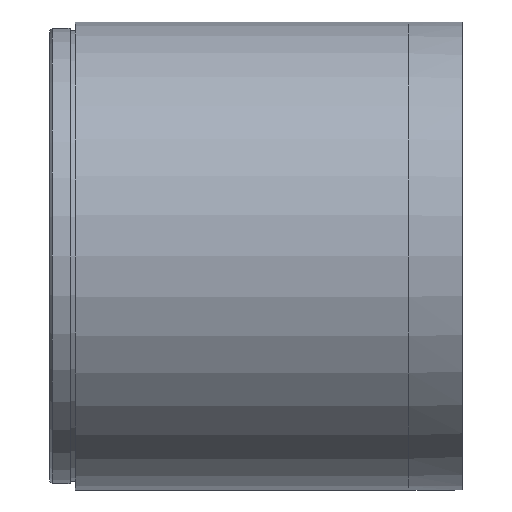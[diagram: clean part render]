
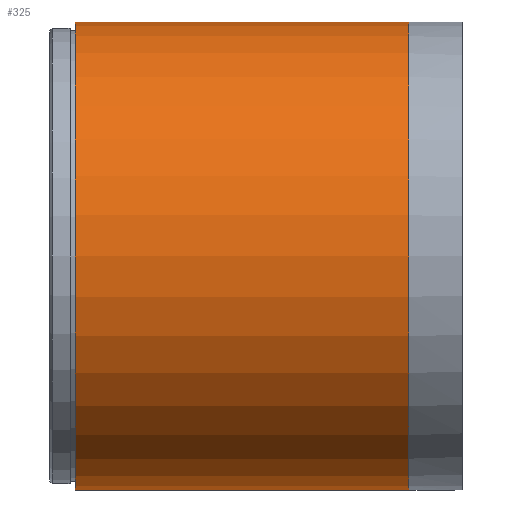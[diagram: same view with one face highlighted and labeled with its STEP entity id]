
A CAD part, front view. The second image highlights one B-rep face of the part: STEP entity #325.
In plain terms, the highlighted cylindrical face has radius 46 mm (diameter 92 mm), a partial arc.
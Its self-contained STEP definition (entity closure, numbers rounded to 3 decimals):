
#9 = VERTEX_POINT ( 'NONE', #671 ) ;
#26 = DIRECTION ( 'NONE',  ( 1., 0., 0. ) ) ;
#37 = ORIENTED_EDGE ( 'NONE', *, *, #94, .F. ) ;
#73 = DIRECTION ( 'NONE',  ( 0., 0., -1. ) ) ;
#94 = EDGE_CURVE ( 'NONE', #9, #1140, #250, .T. ) ;
#250 = LINE ( 'NONE', #872, #1039 ) ;
#270 = EDGE_CURVE ( 'NONE', #347, #302, #312, .T. ) ;
#291 = DIRECTION ( 'NONE',  ( 1., 0., 0. ) ) ;
#293 = CARTESIAN_POINT ( 'NONE',  ( 41.1, 0., -46. ) ) ;
#302 = VERTEX_POINT ( 'NONE', #293 ) ;
#312 = LINE ( 'NONE', #1370, #335 ) ;
#322 = CARTESIAN_POINT ( 'NONE',  ( 41.1, 0., 0. ) ) ;
#325 = ADVANCED_FACE ( 'NONE', ( #643 ), #626, .T. ) ;
#335 = VECTOR ( 'NONE', #1167, 1000. ) ;
#347 = VERTEX_POINT ( 'NONE', #632 ) ;
#369 = EDGE_CURVE ( 'NONE', #1140, #302, #896, .T. ) ;
#398 = ORIENTED_EDGE ( 'NONE', *, *, #270, .T. ) ;
#430 = CARTESIAN_POINT ( 'NONE',  ( 0., 0., 0. ) ) ;
#451 = AXIS2_PLACEMENT_3D ( 'NONE', #430, #1259, #73 ) ;
#509 = AXIS2_PLACEMENT_3D ( 'NONE', #623, #291, #1060 ) ;
#533 = ORIENTED_EDGE ( 'NONE', *, *, #369, .F. ) ;
#534 = CARTESIAN_POINT ( 'NONE',  ( 41.1, 0., 46. ) ) ;
#550 = ORIENTED_EDGE ( 'NONE', *, *, #885, .T. ) ;
#615 = CIRCLE ( 'NONE', #509, 46. ) ;
#623 = CARTESIAN_POINT ( 'NONE',  ( -24.5, 0., 0. ) ) ;
#626 = CYLINDRICAL_SURFACE ( 'NONE', #451, 46. ) ;
#632 = CARTESIAN_POINT ( 'NONE',  ( -24.5, 0., -46. ) ) ;
#643 = FACE_OUTER_BOUND ( 'NONE', #1295, .T. ) ;
#671 = CARTESIAN_POINT ( 'NONE',  ( -24.5, 0., 46. ) ) ;
#745 = AXIS2_PLACEMENT_3D ( 'NONE', #322, #26, #980 ) ;
#872 = CARTESIAN_POINT ( 'NONE',  ( 0., 0., 46. ) ) ;
#885 = EDGE_CURVE ( 'NONE', #9, #347, #615, .T. ) ;
#896 = CIRCLE ( 'NONE', #745, 46. ) ;
#973 = DIRECTION ( 'NONE',  ( 1., 0., 0. ) ) ;
#980 = DIRECTION ( 'NONE',  ( 0., 0., -1. ) ) ;
#1039 = VECTOR ( 'NONE', #973, 1000. ) ;
#1060 = DIRECTION ( 'NONE',  ( 0., 0., -1. ) ) ;
#1140 = VERTEX_POINT ( 'NONE', #534 ) ;
#1167 = DIRECTION ( 'NONE',  ( 1., 0., 0. ) ) ;
#1259 = DIRECTION ( 'NONE',  ( 1., 0., 0. ) ) ;
#1295 = EDGE_LOOP ( 'NONE', ( #37, #550, #398, #533 ) ) ;
#1370 = CARTESIAN_POINT ( 'NONE',  ( 0., 0., -46. ) ) ;
